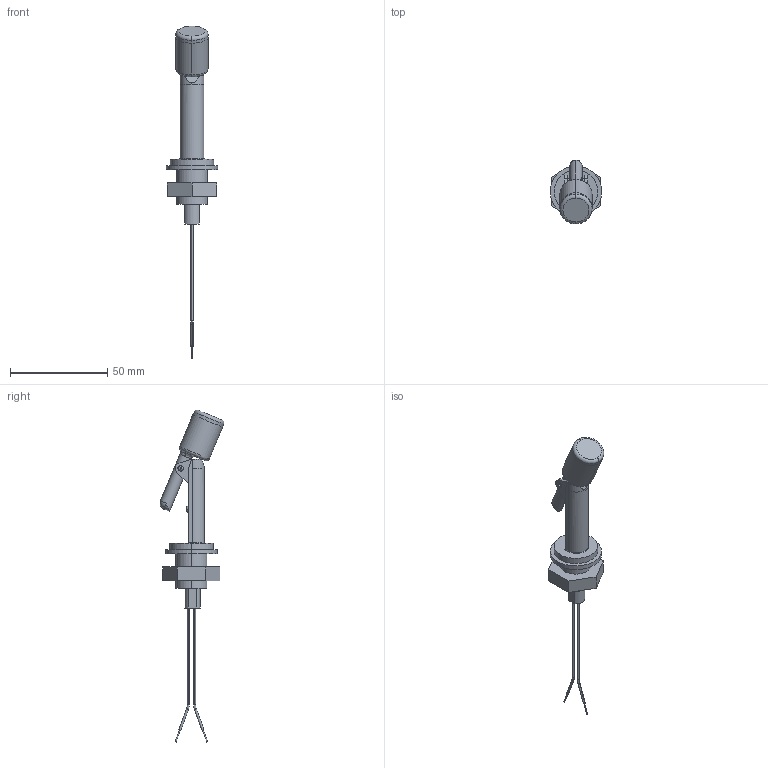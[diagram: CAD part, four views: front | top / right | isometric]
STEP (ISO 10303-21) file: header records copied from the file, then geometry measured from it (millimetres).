
FILE_DESCRIPTION (( 'STEP AP214' ), '1' );
FILE_NAME ('ADM7790 nc w ext1B coord red1 r1 fxtaN.STEP', '2022-03-23T17:11:06', ( '' ), ( '' ), 'SwSTEP 2.0', 'SolidWorks 2021', '' );
FILE_SCHEMA (( 'AUTOMOTIVE_DESIGN' ));
Length unit declared in the file: inch
Products named in the file (1): ADM7790 nc w ext1B coord red1 r1 fxtaN
Bounding box: 26.42 x 32.83 x 170.45 mm (x, y, z)
Volume: 19853 mm3; surface area: 13167 mm2
Topology: 9 solids, 9 shells, 169 faces, 396 edges, 257 vertices
Faces by surface type: plane 63, cylinder 60, torus 17, bspline 16, cone 12, sphere 1
Entity records: 6454 total; most frequent: CARTESIAN_POINT 2490, DIRECTION 800, ORIENTED_EDGE 784, EDGE_CURVE 392, AXIS2_PLACEMENT_3D 322, VERTEX_POINT 256, EDGE_LOOP 192, ADVANCED_FACE 169
